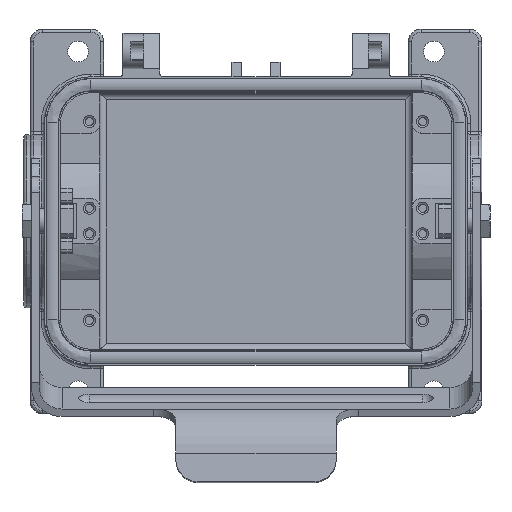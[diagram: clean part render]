
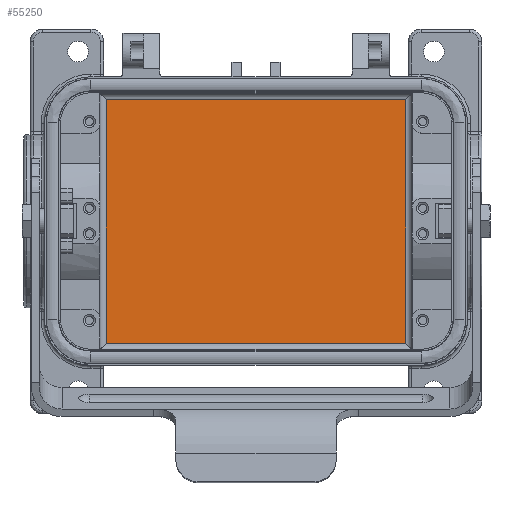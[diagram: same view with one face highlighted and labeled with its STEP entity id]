
A CAD part, top view. The second image highlights one B-rep face of the part: STEP entity #55250.
In plain terms, the highlighted planar face has unit normal (0, 0, 1).
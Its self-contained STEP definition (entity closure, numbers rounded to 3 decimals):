
#1880=CARTESIAN_POINT('',(46.7,-38.,-54.3));
#1890=VERTEX_POINT('',#1880);
#2050=CARTESIAN_POINT('',(-46.7,-38.,-54.3));
#2060=VERTEX_POINT('',#2050);
#2090=CARTESIAN_POINT('',(0.,-38.,-54.3));
#2100=DIRECTION('',(1.,0.,0.));
#2110=VECTOR('',#2100,1.);
#2120=LINE('',#2090,#2110);
#2130=EDGE_CURVE('',#2060,#1890,#2120,.T.);
#23870=CARTESIAN_POINT('',(46.7,0.,-54.3));
#23880=DIRECTION('',(0.,-1.,0.));
#23890=VECTOR('',#23880,1.);
#23900=LINE('',#23870,#23890);
#23910=CARTESIAN_POINT('',(46.7,38.,-54.3));
#23920=VERTEX_POINT('',#23910);
#23930=EDGE_CURVE('',#23920,#1890,#23900,.T.);
#37110=CARTESIAN_POINT('',(-46.7,38.,-54.3));
#37120=VERTEX_POINT('',#37110);
#37170=CARTESIAN_POINT('',(0.,38.,-54.3));
#37180=DIRECTION('',(-1.,0.,0.));
#37190=VECTOR('',#37180,1.);
#37200=LINE('',#37170,#37190);
#37210=EDGE_CURVE('',#23920,#37120,#37200,.T.);
#55090=CARTESIAN_POINT('',(0.,0.,-54.3));
#55100=DIRECTION('',(0.,0.,1.));
#55110=DIRECTION('',(1.,0.,0.));
#55120=AXIS2_PLACEMENT_3D('',#55090,#55100,#55110);
#55130=PLANE('',#55120);
#55140=ORIENTED_EDGE('',*,*,#23930,.F.);
#55150=ORIENTED_EDGE('',*,*,#2130,.T.);
#55160=CARTESIAN_POINT('',(-46.7,0.,-54.3));
#55170=DIRECTION('',(0.,-1.,0.));
#55180=VECTOR('',#55170,1.);
#55190=LINE('',#55160,#55180);
#55200=EDGE_CURVE('',#37120,#2060,#55190,.T.);
#55210=ORIENTED_EDGE('',*,*,#55200,.T.);
#55220=ORIENTED_EDGE('',*,*,#37210,.T.);
#55230=EDGE_LOOP('',(#55220,#55210,#55150,#55140));
#55240=FACE_OUTER_BOUND('',#55230,.T.);
#55250=ADVANCED_FACE('',(#55240),#55130,.T.);
